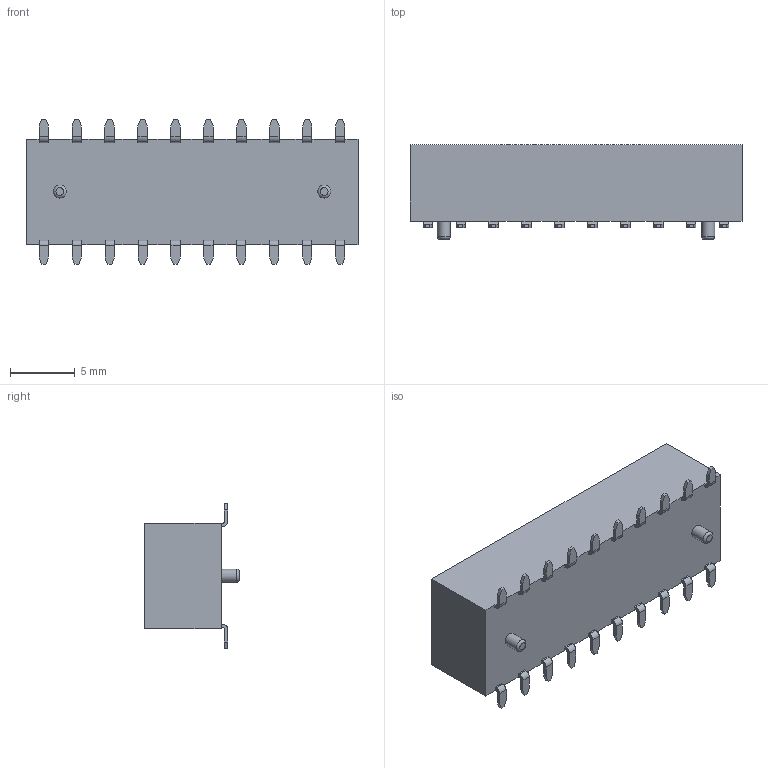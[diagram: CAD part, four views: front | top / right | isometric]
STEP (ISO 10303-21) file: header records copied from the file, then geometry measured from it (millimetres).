
FILE_DESCRIPTION( ('This file contains a STEP AP42 implementation' ,'as created by ZW3D STEP Interface translator.') ,'2;1' );
FILE_NAME( '2159-2XXMXXCUNX1.stp' ,'23 5 5. 94146', (''), ('ZWCAD Software Co.'), 'Version 1.0', 'ZW3D to STEP translator', '' );
FILE_SCHEMA(('AUTOMOTIVE_DESIGN { 1 0 10303 214 1 1 1 1 }'));
Length unit declared in the file: millimetre
Products named in the file (2): 0; 2159-220MXXCUNX1
Bounding box: 25.6 x 7.3 x 11.18 mm (x, y, z)
Volume: 1232 mm3; surface area: 890.1 mm2
Topology: 1 solids, 1 shells, 222 faces, 654 edges, 446 vertices
Faces by surface type: plane 178, cylinder 42, torus 2
Full cylindrical faces by diameter (mm): 1 x2
Entity records: 9789 total; most frequent: CARTESIAN_POINT 4663, ORIENTED_EDGE 1308, EDGE_CURVE 654, DIRECTION 560, B_SPLINE_CURVE_WITH_KNOTS 548, VERTEX_POINT 446, EDGE_LOOP 234, AXIS2_PLACEMENT_3D 231
